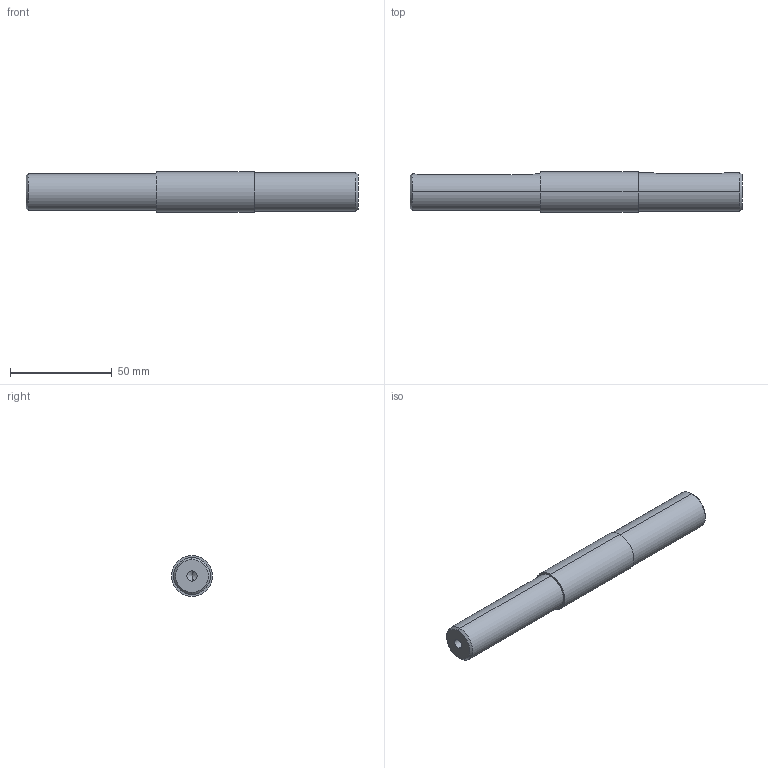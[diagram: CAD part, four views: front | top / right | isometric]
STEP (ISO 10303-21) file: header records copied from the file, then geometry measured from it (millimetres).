
FILE_DESCRIPTION (( 'STEP AP203' ), '1' );
FILE_NAME ('800.040.019.STEP', '2013-01-21T13:54:48', ( 'Alusic' ), ( 'Alusic' ), 'SwSTEP 2.0', 'SolidWorks 2011', '' );
FILE_SCHEMA (( 'CONFIG_CONTROL_DESIGN' ));
Length unit declared in the file: millimetre
Products named in the file (1): 800.040.019
Bounding box: 163 x 20 x 20 mm (x, y, z)
Volume: 43495.9 mm3; surface area: 11169.9 mm2
Topology: 1 solids, 1 shells, 28 faces, 60 edges, 37 vertices
Faces by surface type: cylinder 12, plane 10, cone 6
Entity records: 939 total; most frequent: CARTESIAN_POINT 248, DIRECTION 136, ORIENTED_EDGE 116, EDGE_CURVE 58, AXIS2_PLACEMENT_3D 53, VERTEX_POINT 37, EDGE_LOOP 33, VECTOR 30
